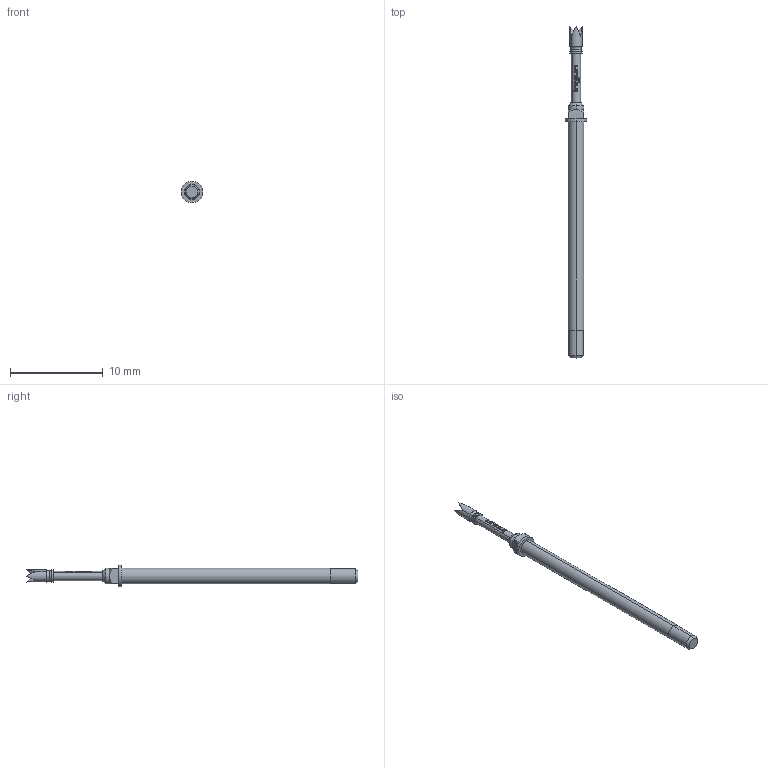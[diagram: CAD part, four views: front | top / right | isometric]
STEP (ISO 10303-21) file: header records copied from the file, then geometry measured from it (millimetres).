
FILE_DESCRIPTION (( 'STEP AP203' ), '1' );
FILE_NAME ('INGUN_BCP-118_314_130_A_xx02_M.STEP', '2024-04-03T09:03:57', ( '' ), ( '' ), 'SwSTEP 2.0', 'SolidWorks 2021', '' );
FILE_SCHEMA (( 'CONFIG_CONTROL_DESIGN' ));
Length unit declared in the file: millimetre
Products named in the file (1): INGUN_BCP-118_314_130_A_xx02_M
Bounding box: 2.3 x 35.8 x 2.3 mm (x, y, z)
Volume: 66.7 mm3; surface area: 180.1 mm2
Topology: 1 solids, 1 shells, 115 faces, 286 edges, 183 vertices
Faces by surface type: plane 61, bspline 22, cylinder 20, cone 8, torus 4
Entity records: 3765 total; most frequent: CARTESIAN_POINT 1149, ORIENTED_EDGE 572, DIRECTION 458, EDGE_CURVE 286, VERTEX_POINT 183, AXIS2_PLACEMENT_3D 180, EDGE_LOOP 125, ADVANCED_FACE 115
